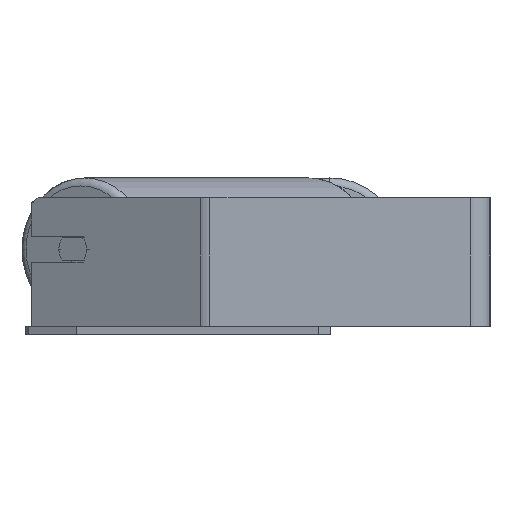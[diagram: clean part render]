
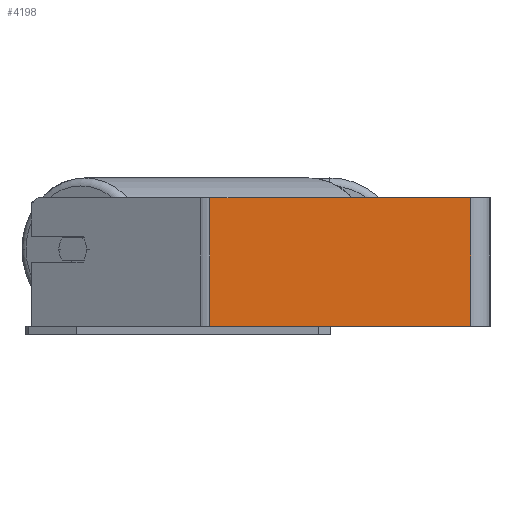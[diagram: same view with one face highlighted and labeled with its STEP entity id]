
A CAD part, left-side view. The second image highlights one B-rep face of the part: STEP entity #4198.
In plain terms, the highlighted planar face has unit normal (-1, 0, 0).
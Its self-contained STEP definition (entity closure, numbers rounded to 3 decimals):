
#150 = EDGE_CURVE ( 'NONE', #2303, #4517, #1332, .T. ) ;
#586 = ORIENTED_EDGE ( 'NONE', *, *, #1812, .T. ) ;
#790 = DIRECTION ( 'NONE',  ( 0., -1., 0. ) ) ;
#1320 = ORIENTED_EDGE ( 'NONE', *, *, #1964, .T. ) ;
#1332 = LINE ( 'NONE', #6207, #5852 ) ;
#1770 = CARTESIAN_POINT ( 'NONE',  ( -490., 174.94, 40. ) ) ;
#1812 = EDGE_CURVE ( 'NONE', #8641, #4517, #4405, .T. ) ;
#1964 = EDGE_CURVE ( 'NONE', #2945, #8641, #8704, .T. ) ;
#2130 = CARTESIAN_POINT ( 'NONE',  ( -490., 174.94, 40. ) ) ;
#2152 = CARTESIAN_POINT ( 'NONE',  ( -490., 178.155, 40. ) ) ;
#2200 = DIRECTION ( 'NONE',  ( 0., -1., 0. ) ) ;
#2252 = DIRECTION ( 'NONE',  ( 0., 0., -1. ) ) ;
#2303 = VERTEX_POINT ( 'NONE', #3005 ) ;
#2429 = DIRECTION ( 'NONE',  ( 0., 0., -1. ) ) ;
#2753 = DIRECTION ( 'NONE',  ( 0., 0., -1. ) ) ;
#2945 = VERTEX_POINT ( 'NONE', #2130 ) ;
#3005 = CARTESIAN_POINT ( 'NONE',  ( -490., 12., 40. ) ) ;
#3747 = EDGE_LOOP ( 'NONE', ( #586, #3904, #7315, #1320 ) ) ;
#3819 = VECTOR ( 'NONE', #2200, 1000. ) ;
#3904 = ORIENTED_EDGE ( 'NONE', *, *, #150, .F. ) ;
#4198 = ADVANCED_FACE ( 'NONE', ( #8493 ), #6419, .F. ) ;
#4405 = LINE ( 'NONE', #6443, #3819 ) ;
#4517 = VERTEX_POINT ( 'NONE', #8557 ) ;
#4980 = CARTESIAN_POINT ( 'NONE',  ( -490., 178.155, 40. ) ) ;
#5619 = VECTOR ( 'NONE', #790, 1000. ) ;
#5716 = EDGE_CURVE ( 'NONE', #2945, #2303, #6312, .T. ) ;
#5852 = VECTOR ( 'NONE', #2753, 1000. ) ;
#6207 = CARTESIAN_POINT ( 'NONE',  ( -490., 12., 40. ) ) ;
#6312 = LINE ( 'NONE', #2152, #5619 ) ;
#6326 = VECTOR ( 'NONE', #2429, 1000. ) ;
#6419 = PLANE ( 'NONE',  #7525 ) ;
#6443 = CARTESIAN_POINT ( 'NONE',  ( -490., 178.155, -40. ) ) ;
#7315 = ORIENTED_EDGE ( 'NONE', *, *, #5716, .F. ) ;
#7525 = AXIS2_PLACEMENT_3D ( 'NONE', #4980, #8535, #2252 ) ;
#8148 = CARTESIAN_POINT ( 'NONE',  ( -490., 174.94, -40. ) ) ;
#8493 = FACE_OUTER_BOUND ( 'NONE', #3747, .T. ) ;
#8535 = DIRECTION ( 'NONE',  ( 1., 0., 0. ) ) ;
#8557 = CARTESIAN_POINT ( 'NONE',  ( -490., 12., -40. ) ) ;
#8641 = VERTEX_POINT ( 'NONE', #8148 ) ;
#8704 = LINE ( 'NONE', #1770, #6326 ) ;
